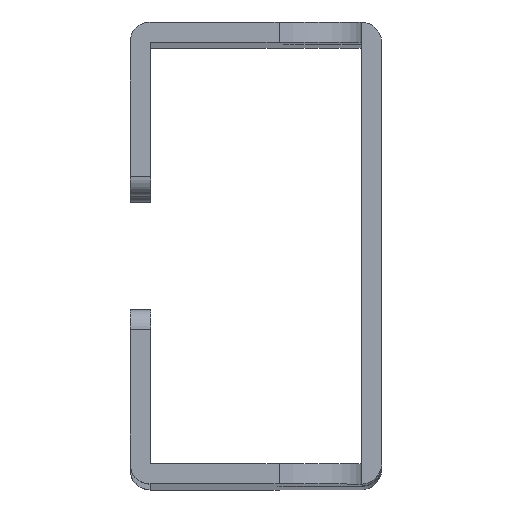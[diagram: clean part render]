
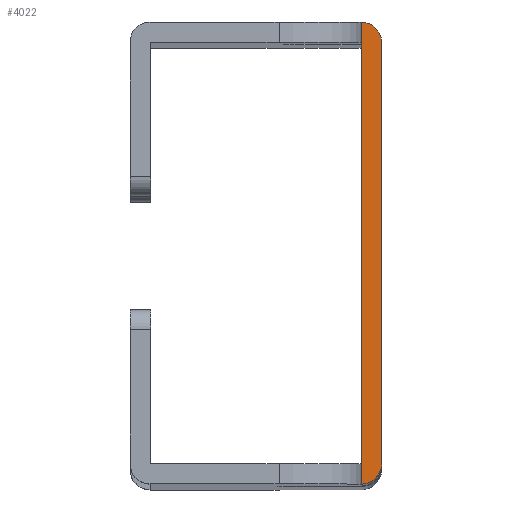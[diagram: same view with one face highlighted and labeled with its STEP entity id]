
A CAD part, top view. The second image highlights one B-rep face of the part: STEP entity #4022.
In plain terms, the highlighted planar face has unit normal (0, 0, 1).
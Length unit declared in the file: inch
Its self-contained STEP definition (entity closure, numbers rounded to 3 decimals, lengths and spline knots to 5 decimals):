
#127=DIRECTION('',(0.,-1.,0.));
#128=VECTOR('',#127,0.062);
#129=CARTESIAN_POINT('',(-0.062,0.702,4.85));
#130=LINE('',#129,#128);
#131=CARTESIAN_POINT('',(-0.062,0.64,4.85));
#132=DIRECTION('',(0.,0.,-1.));
#133=DIRECTION('',(0.,1.,0.));
#134=AXIS2_PLACEMENT_3D('',#131,#132,#133);
#136=CARTESIAN_POINT('',(-0.062,-0.64,4.85));
#137=DIRECTION('',(0.,0.,-1.));
#138=DIRECTION('',(1.,0.,0.));
#139=AXIS2_PLACEMENT_3D('',#136,#137,#138);
#141=DIRECTION('',(0.,-1.,0.));
#142=VECTOR('',#141,0.062);
#143=CARTESIAN_POINT('',(-0.062,-0.64,4.85));
#144=LINE('',#143,#142);
#162=DIRECTION('',(0.,-1.,0.));
#163=VECTOR('',#162,1.28);
#164=CARTESIAN_POINT('',(-0.062,0.64,4.85));
#165=LINE('',#164,#163);
#595=DIRECTION('',(0.,1.,0.));
#596=VECTOR('',#595,1.28);
#597=CARTESIAN_POINT('',(0.,-0.64,4.85));
#598=LINE('',#597,#596);
#3245=CARTESIAN_POINT('',(-0.062,0.64,4.85));
#3246=CARTESIAN_POINT('',(-0.062,-0.64,4.85));
#3247=VERTEX_POINT('',#3245);
#3248=VERTEX_POINT('',#3246);
#3249=CARTESIAN_POINT('',(0.,-0.64,4.85));
#3250=CARTESIAN_POINT('',(0.,0.64,4.85));
#3251=VERTEX_POINT('',#3249);
#3252=VERTEX_POINT('',#3250);
#3253=CARTESIAN_POINT('',(-0.062,-0.702,4.85));
#3254=VERTEX_POINT('',#3253);
#3255=CARTESIAN_POINT('',(-0.062,0.702,4.85));
#3256=VERTEX_POINT('',#3255);
#4004=CARTESIAN_POINT('',(0.,0.,4.85));
#4005=DIRECTION('',(0.,0.,1.));
#4006=DIRECTION('',(0.,-1.,0.));
#4007=AXIS2_PLACEMENT_3D('',#4004,#4005,#4006);
#4008=PLANE('',#4007);
#4010=ORIENTED_EDGE('',*,*,#4009,.F.);
#4011=ORIENTED_EDGE('',*,*,#3997,.F.);
#4013=ORIENTED_EDGE('',*,*,#4012,.T.);
#4015=ORIENTED_EDGE('',*,*,#4014,.F.);
#4017=ORIENTED_EDGE('',*,*,#4016,.T.);
#4019=ORIENTED_EDGE('',*,*,#4018,.F.);
#4020=EDGE_LOOP('',(#4010,#4011,#4013,#4015,#4017,#4019));
#4021=FACE_OUTER_BOUND('',#4020,.F.);
#4022=ADVANCED_FACE('',(#4021),#4008,.T.);
#135=CIRCLE('',#134,0.062);
#140=CIRCLE('',#139,0.062);
#3997=EDGE_CURVE('',#3256,#3247,#130,.T.);
#4009=EDGE_CURVE('',#3247,#3248,#165,.T.);
#4012=EDGE_CURVE('',#3256,#3252,#135,.T.);
#4014=EDGE_CURVE('',#3251,#3252,#598,.T.);
#4016=EDGE_CURVE('',#3251,#3254,#140,.T.);
#4018=EDGE_CURVE('',#3248,#3254,#144,.T.);
